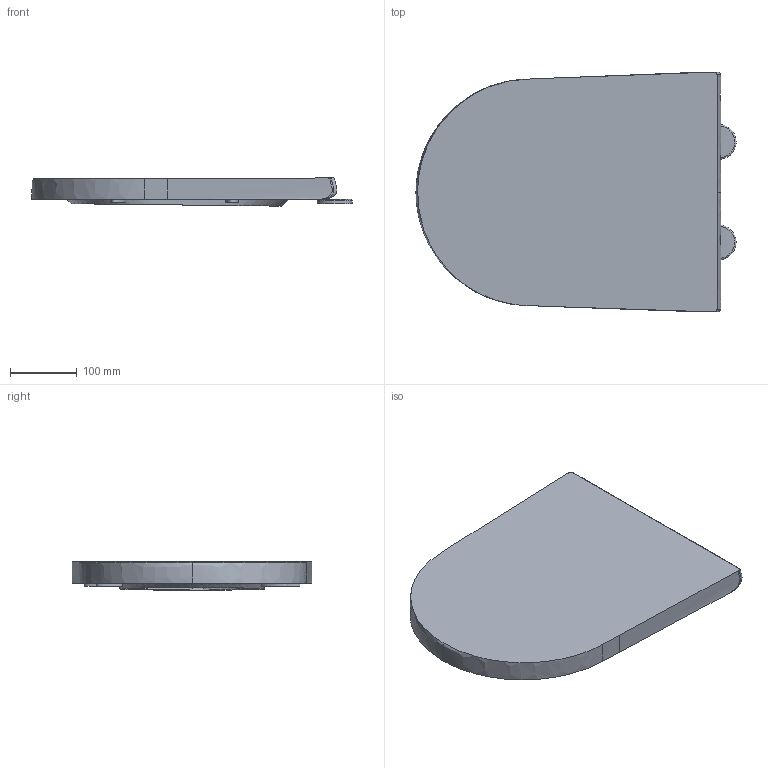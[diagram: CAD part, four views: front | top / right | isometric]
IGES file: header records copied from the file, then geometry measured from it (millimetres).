
Global section: file name: 347.K.27908; native system: AutoCAD 2016 - English; preprocessor: Autodesk Translation Framework DWG producer (atf_dwg_producer); organization: unknown; date: 20180201.185424; units: millimetre
Bounding box: 478.28 x 358.21 x 42 mm (x, y, z)
Volume: 4584287 mm3; surface area: 378363.8 mm2
Topology: 8 solids, 8 shells, 40 faces, 82 edges, 58 vertices
Faces by surface type: bspline 40
